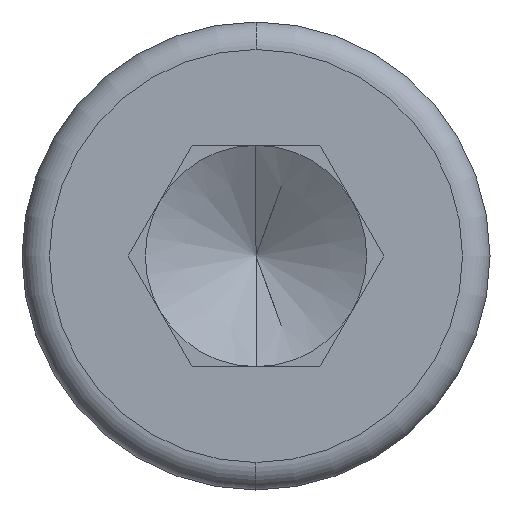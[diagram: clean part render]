
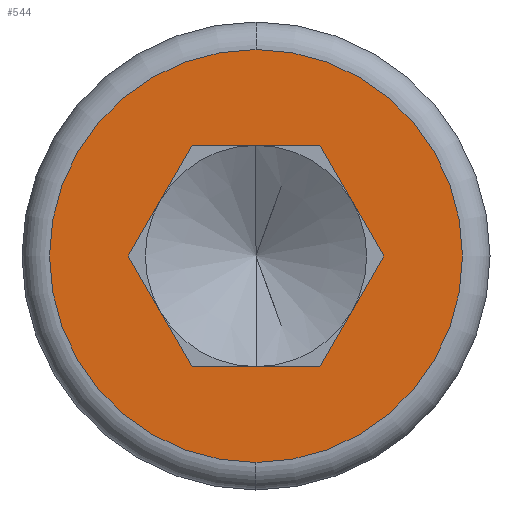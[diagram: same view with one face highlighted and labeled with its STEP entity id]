
A CAD part, left-side view. The second image highlights one B-rep face of the part: STEP entity #544.
In plain terms, the highlighted planar face has unit normal (-1, 0, 0).
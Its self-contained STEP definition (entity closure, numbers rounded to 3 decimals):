
#17 = CARTESIAN_POINT ( 'NONE',  ( 0., 0., 3.75 ) ) ;
#25 = CARTESIAN_POINT ( 'NONE',  ( 0., 0., 0. ) ) ;
#28 = CARTESIAN_POINT ( 'NONE',  ( 0., 2.321, 0. ) ) ;
#63 = VERTEX_POINT ( 'NONE', #583 ) ;
#64 = CARTESIAN_POINT ( 'NONE',  ( 0., 1.16, -2.01 ) ) ;
#65 = ORIENTED_EDGE ( 'NONE', *, *, #201, .F. ) ;
#67 = EDGE_CURVE ( 'NONE', #344, #130, #566, .T. ) ;
#69 = CARTESIAN_POINT ( 'NONE',  ( 0., 0., -3.75 ) ) ;
#79 = VERTEX_POINT ( 'NONE', #386 ) ;
#94 = EDGE_CURVE ( 'NONE', #79, #562, #439, .T. ) ;
#97 = DIRECTION ( 'NONE',  ( 0., -0.5, 0.866 ) ) ;
#106 = ORIENTED_EDGE ( 'NONE', *, *, #709, .T. ) ;
#108 = PLANE ( 'NONE',  #277 ) ;
#130 = VERTEX_POINT ( 'NONE', #17 ) ;
#137 = VECTOR ( 'NONE', #525, 1000. ) ;
#144 = CARTESIAN_POINT ( 'NONE',  ( 0., -1.16, 2.01 ) ) ;
#151 = LINE ( 'NONE', #28, #688 ) ;
#169 = CARTESIAN_POINT ( 'NONE',  ( 0., 1.16, -2.01 ) ) ;
#199 = ORIENTED_EDGE ( 'NONE', *, *, #453, .T. ) ;
#201 = EDGE_CURVE ( 'NONE', #63, #761, #151, .T. ) ;
#212 = ORIENTED_EDGE ( 'NONE', *, *, #332, .F. ) ;
#217 = CARTESIAN_POINT ( 'NONE',  ( 0., -2.321, 0. ) ) ;
#225 = CARTESIAN_POINT ( 'NONE',  ( 0., 0., 0. ) ) ;
#236 = ORIENTED_EDGE ( 'NONE', *, *, #67, .T. ) ;
#254 = LINE ( 'NONE', #436, #521 ) ;
#274 = LINE ( 'NONE', #217, #137 ) ;
#277 = AXIS2_PLACEMENT_3D ( 'NONE', #225, #456, #710 ) ;
#289 = VECTOR ( 'NONE', #502, 1000. ) ;
#300 = AXIS2_PLACEMENT_3D ( 'NONE', #434, #508, #763 ) ;
#303 = VECTOR ( 'NONE', #417, 1000. ) ;
#317 = VECTOR ( 'NONE', #378, 1000. ) ;
#332 = EDGE_CURVE ( 'NONE', #761, #766, #742, .T. ) ;
#335 = FACE_BOUND ( 'NONE', #395, .T. ) ;
#344 = VERTEX_POINT ( 'NONE', #69 ) ;
#378 = DIRECTION ( 'NONE',  ( 0., 1., 0. ) ) ;
#386 = CARTESIAN_POINT ( 'NONE',  ( 0., -1.16, 2.01 ) ) ;
#395 = EDGE_LOOP ( 'NONE', ( #199, #660, #684, #467, #212, #65 ) ) ;
#402 = CIRCLE ( 'NONE', #300, 3.75 ) ;
#417 = DIRECTION ( 'NONE',  ( 0., -1., 0. ) ) ;
#434 = CARTESIAN_POINT ( 'NONE',  ( 0., 0., 0. ) ) ;
#436 = CARTESIAN_POINT ( 'NONE',  ( 0., 2.321, 0. ) ) ;
#439 = LINE ( 'NONE', #626, #289 ) ;
#442 = EDGE_CURVE ( 'NONE', #79, #789, #765, .T. ) ;
#449 = DIRECTION ( 'NONE',  ( 0., 0., 1. ) ) ;
#453 = EDGE_CURVE ( 'NONE', #63, #789, #254, .T. ) ;
#456 = DIRECTION ( 'NONE',  ( -1., 0., 0. ) ) ;
#467 = ORIENTED_EDGE ( 'NONE', *, *, #511, .T. ) ;
#502 = DIRECTION ( 'NONE',  ( 0., -0.5, -0.866 ) ) ;
#508 = DIRECTION ( 'NONE',  ( -1., 0., 0. ) ) ;
#511 = EDGE_CURVE ( 'NONE', #562, #766, #274, .T. ) ;
#521 = VECTOR ( 'NONE', #97, 1000. ) ;
#523 = CARTESIAN_POINT ( 'NONE',  ( 0., -1.16, -2.01 ) ) ;
#525 = DIRECTION ( 'NONE',  ( 0., 0.5, -0.866 ) ) ;
#544 = ADVANCED_FACE ( 'NONE', ( #335, #586 ), #108, .T. ) ;
#562 = VERTEX_POINT ( 'NONE', #782 ) ;
#566 = CIRCLE ( 'NONE', #712, 3.75 ) ;
#583 = CARTESIAN_POINT ( 'NONE',  ( 0., 2.321, 0. ) ) ;
#586 = FACE_OUTER_BOUND ( 'NONE', #640, .T. ) ;
#626 = CARTESIAN_POINT ( 'NONE',  ( 0., -1.16, 2.01 ) ) ;
#640 = EDGE_LOOP ( 'NONE', ( #106, #236 ) ) ;
#641 = DIRECTION ( 'NONE',  ( 0., -0.5, -0.866 ) ) ;
#646 = DIRECTION ( 'NONE',  ( -1., 0., 0. ) ) ;
#660 = ORIENTED_EDGE ( 'NONE', *, *, #442, .F. ) ;
#684 = ORIENTED_EDGE ( 'NONE', *, *, #94, .T. ) ;
#688 = VECTOR ( 'NONE', #641, 1000. ) ;
#709 = EDGE_CURVE ( 'NONE', #130, #344, #402, .T. ) ;
#710 = DIRECTION ( 'NONE',  ( 0., 0., 1. ) ) ;
#712 = AXIS2_PLACEMENT_3D ( 'NONE', #25, #646, #449 ) ;
#742 = LINE ( 'NONE', #64, #303 ) ;
#761 = VERTEX_POINT ( 'NONE', #169 ) ;
#763 = DIRECTION ( 'NONE',  ( 0., 0., 1. ) ) ;
#765 = LINE ( 'NONE', #144, #317 ) ;
#766 = VERTEX_POINT ( 'NONE', #523 ) ;
#782 = CARTESIAN_POINT ( 'NONE',  ( 0., -2.321, 0. ) ) ;
#788 = CARTESIAN_POINT ( 'NONE',  ( 0., 1.16, 2.01 ) ) ;
#789 = VERTEX_POINT ( 'NONE', #788 ) ;
